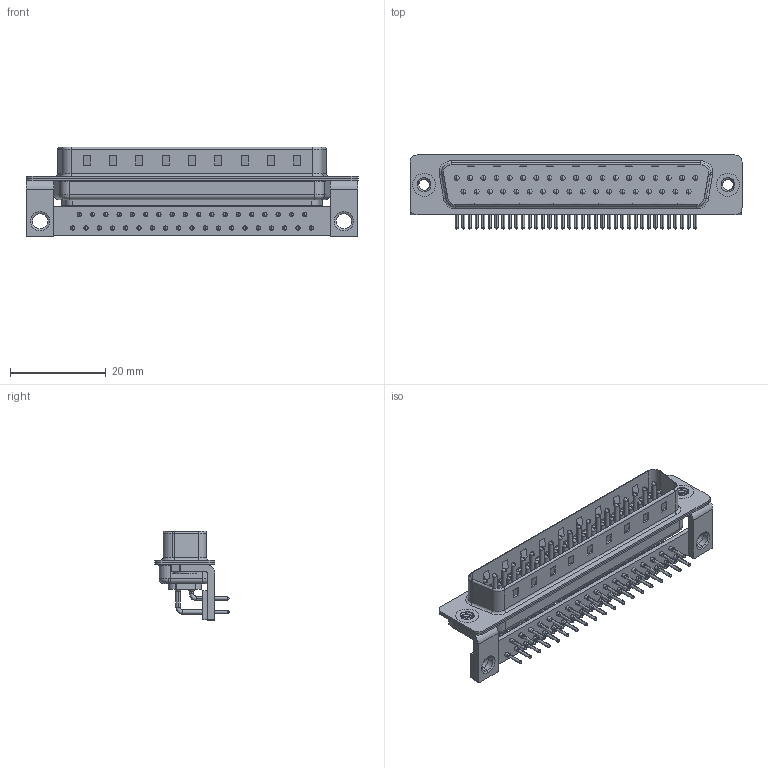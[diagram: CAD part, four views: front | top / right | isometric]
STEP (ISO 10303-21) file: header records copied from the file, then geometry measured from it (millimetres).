
FILE_DESCRIPTION (( 'STEP AP203' ), '1' );
FILE_NAME ('621-M37-360-WT4.STEP', '2018-09-25T06:56:50', ( '' ), ( '' ), 'SwSTEP 2.0', 'SolidWorks 2016', '' );
FILE_SCHEMA (( 'CONFIG_CONTROL_DESIGN' ));
Length unit declared in the file: millimetre
Products named in the file (9): 621M Shell Front_37 Contacts; 621M Shell Rear_37 Contacts; 621M Contact Row 1; 621M Contact Row 2; 621M 4-40 Threaded Rivet_Stabilizer; 621M Stabilizer Bracket; 621M Stabilizer Board_37 Contacts; 621-M37-360-WT4; 621M Housing_37 Contacts
Assembly tree (45 placements, depth 2):
  621-M37-360-WT4
    621M Housing_37 Contacts
    621M Shell Front_37 Contacts
    621M Shell Rear_37 Contacts
    621M Contact Row 1  x19
    621M Contact Row 2  x18
    621M 4-40 Threaded Rivet_Stabilizer  x2
    621M Stabilizer Bracket  x2
    621M Stabilizer Board_37 Contacts
Bounding box: 69.4 x 15.49 x 18.8 mm (x, y, z)
Volume: 4597.1 mm3; surface area: 11912.4 mm2
Topology: 45 solids, 45 shells, 4606 faces, 12919 edges, 8414 vertices
Faces by surface type: plane 2597, cylinder 1569, bspline 228, cone 156, torus 56
Entity records: 34147 total; most frequent: CARTESIAN_POINT 6877, DIRECTION 5583, ORIENTED_EDGE 5040, EDGE_CURVE 2520, AXIS2_PLACEMENT_3D 2090, VERTEX_POINT 1640, LINE 1403, VECTOR 1403
